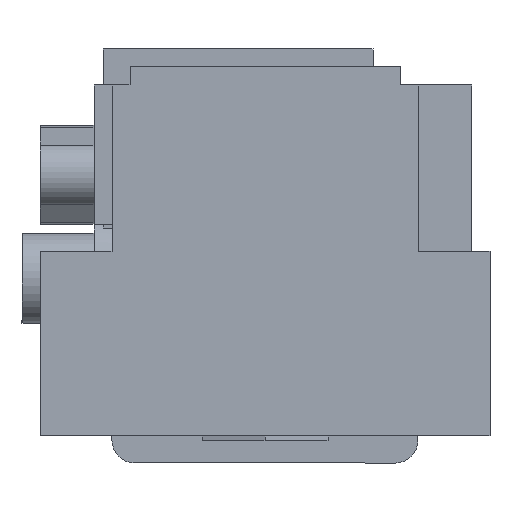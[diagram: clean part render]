
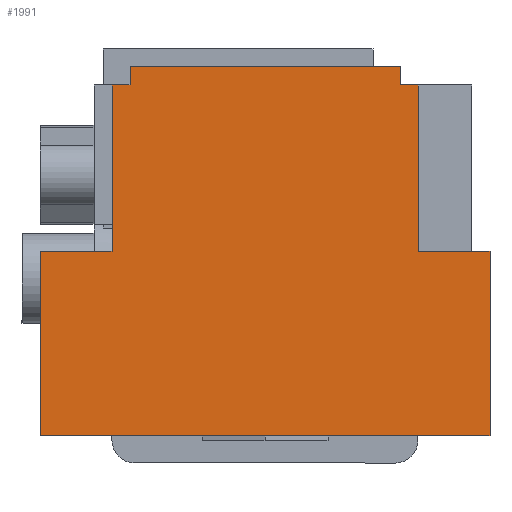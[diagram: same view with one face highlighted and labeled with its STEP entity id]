
A CAD part, front view. The second image highlights one B-rep face of the part: STEP entity #1991.
In plain terms, the highlighted planar face has unit normal (0, -1, 0).
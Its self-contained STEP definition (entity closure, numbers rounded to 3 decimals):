
#24 = VERTEX_POINT ( 'NONE', #1054 ) ;
#109 = EDGE_LOOP ( 'NONE', ( #544, #586, #1208, #662, #2553, #1327, #2048, #1653, #259, #3097, #311, #2746 ) ) ;
#120 = EDGE_CURVE ( 'NONE', #500, #780, #203, .T. ) ;
#144 = VECTOR ( 'NONE', #1677, 1000. ) ;
#148 = VECTOR ( 'NONE', #1880, 1000. ) ;
#164 = CARTESIAN_POINT ( 'NONE',  ( -50., -55., 11. ) ) ;
#178 = DIRECTION ( 'NONE',  ( 1., 0., 0. ) ) ;
#203 = LINE ( 'NONE', #3124, #144 ) ;
#231 = LINE ( 'NONE', #2922, #1191 ) ;
#259 = ORIENTED_EDGE ( 'NONE', *, *, #1413, .F. ) ;
#283 = LINE ( 'NONE', #1244, #1512 ) ;
#290 = EDGE_CURVE ( 'NONE', #780, #24, #1764, .T. ) ;
#311 = ORIENTED_EDGE ( 'NONE', *, *, #1407, .T. ) ;
#325 = VECTOR ( 'NONE', #418, 1000. ) ;
#366 = VECTOR ( 'NONE', #372, 1000. ) ;
#372 = DIRECTION ( 'NONE',  ( -1., 0., 0. ) ) ;
#380 = LINE ( 'NONE', #2537, #3061 ) ;
#385 = CARTESIAN_POINT ( 'NONE',  ( -50., -55., -30. ) ) ;
#386 = VERTEX_POINT ( 'NONE', #1644 ) ;
#418 = DIRECTION ( 'NONE',  ( 1., 0., 0. ) ) ;
#500 = VERTEX_POINT ( 'NONE', #3098 ) ;
#544 = ORIENTED_EDGE ( 'NONE', *, *, #1597, .F. ) ;
#586 = ORIENTED_EDGE ( 'NONE', *, *, #2895, .F. ) ;
#594 = CARTESIAN_POINT ( 'NONE',  ( -30., -55., 48. ) ) ;
#653 = CARTESIAN_POINT ( 'NONE',  ( 34., -55., 11. ) ) ;
#654 = PLANE ( 'NONE',  #2984 ) ;
#662 = ORIENTED_EDGE ( 'NONE', *, *, #290, .T. ) ;
#665 = EDGE_CURVE ( 'NONE', #2030, #2698, #283, .T. ) ;
#676 = VERTEX_POINT ( 'NONE', #2964 ) ;
#731 = DIRECTION ( 'NONE',  ( 0., 0., 1. ) ) ;
#761 = EDGE_CURVE ( 'NONE', #1877, #24, #380, .T. ) ;
#780 = VERTEX_POINT ( 'NONE', #2524 ) ;
#787 = CARTESIAN_POINT ( 'NONE',  ( -34., -55., 117.051 ) ) ;
#864 = VERTEX_POINT ( 'NONE', #653 ) ;
#875 = LINE ( 'NONE', #2813, #366 ) ;
#906 = CARTESIAN_POINT ( 'NONE',  ( -30., -55., 6. ) ) ;
#1006 = LINE ( 'NONE', #787, #3070 ) ;
#1054 = CARTESIAN_POINT ( 'NONE',  ( 30., -55., 52. ) ) ;
#1113 = DIRECTION ( 'NONE',  ( 1., 0., 0. ) ) ;
#1191 = VECTOR ( 'NONE', #731, 1000. ) ;
#1208 = ORIENTED_EDGE ( 'NONE', *, *, #120, .T. ) ;
#1244 = CARTESIAN_POINT ( 'NONE',  ( -50., -55., -30. ) ) ;
#1327 = ORIENTED_EDGE ( 'NONE', *, *, #2552, .F. ) ;
#1348 = LINE ( 'NONE', #164, #1889 ) ;
#1354 = VERTEX_POINT ( 'NONE', #594 ) ;
#1399 = EDGE_CURVE ( 'NONE', #1354, #2448, #875, .T. ) ;
#1407 = EDGE_CURVE ( 'NONE', #2030, #386, #2319, .T. ) ;
#1413 = EDGE_CURVE ( 'NONE', #2698, #1700, #1348, .T. ) ;
#1512 = VECTOR ( 'NONE', #2232, 1000. ) ;
#1578 = VECTOR ( 'NONE', #1113, 1000. ) ;
#1591 = VECTOR ( 'NONE', #2258, 1000. ) ;
#1597 = EDGE_CURVE ( 'NONE', #864, #676, #2116, .T. ) ;
#1644 = CARTESIAN_POINT ( 'NONE',  ( 50., -55., -30. ) ) ;
#1653 = ORIENTED_EDGE ( 'NONE', *, *, #2314, .T. ) ;
#1663 = CARTESIAN_POINT ( 'NONE',  ( -50., -55., -30. ) ) ;
#1677 = DIRECTION ( 'NONE',  ( -1., 0., 0. ) ) ;
#1700 = VERTEX_POINT ( 'NONE', #2019 ) ;
#1764 = LINE ( 'NONE', #2749, #1591 ) ;
#1847 = DIRECTION ( 'NONE',  ( 1., 0., 0. ) ) ;
#1877 = VERTEX_POINT ( 'NONE', #2538 ) ;
#1880 = DIRECTION ( 'NONE',  ( 0., 0., 1. ) ) ;
#1889 = VECTOR ( 'NONE', #178, 1000. ) ;
#1896 = DIRECTION ( 'NONE',  ( 0., -1., 0. ) ) ;
#1946 = CARTESIAN_POINT ( 'NONE',  ( -34., -55., 48. ) ) ;
#1991 = ADVANCED_FACE ( 'NONE', ( #2361 ), #654, .T. ) ;
#2019 = CARTESIAN_POINT ( 'NONE',  ( -34., -55., 11. ) ) ;
#2030 = VERTEX_POINT ( 'NONE', #1663 ) ;
#2048 = ORIENTED_EDGE ( 'NONE', *, *, #1399, .T. ) ;
#2076 = CARTESIAN_POINT ( 'NONE',  ( -50., -55., 11. ) ) ;
#2116 = LINE ( 'NONE', #2613, #325 ) ;
#2127 = LINE ( 'NONE', #906, #148 ) ;
#2140 = CARTESIAN_POINT ( 'NONE',  ( -50., -55., -30. ) ) ;
#2152 = LINE ( 'NONE', #3118, #2502 ) ;
#2232 = DIRECTION ( 'NONE',  ( 0., 0., 1. ) ) ;
#2258 = DIRECTION ( 'NONE',  ( 0., 0., 1. ) ) ;
#2314 = EDGE_CURVE ( 'NONE', #2448, #1700, #1006, .T. ) ;
#2319 = LINE ( 'NONE', #385, #1578 ) ;
#2361 = FACE_OUTER_BOUND ( 'NONE', #109, .T. ) ;
#2448 = VERTEX_POINT ( 'NONE', #1946 ) ;
#2459 = EDGE_CURVE ( 'NONE', #386, #676, #231, .T. ) ;
#2502 = VECTOR ( 'NONE', #3136, 1000. ) ;
#2524 = CARTESIAN_POINT ( 'NONE',  ( 30., -55., 48. ) ) ;
#2537 = CARTESIAN_POINT ( 'NONE',  ( -30., -55., 52. ) ) ;
#2538 = CARTESIAN_POINT ( 'NONE',  ( -30., -55., 52. ) ) ;
#2552 = EDGE_CURVE ( 'NONE', #1354, #1877, #2127, .T. ) ;
#2553 = ORIENTED_EDGE ( 'NONE', *, *, #761, .F. ) ;
#2613 = CARTESIAN_POINT ( 'NONE',  ( -50., -55., 11. ) ) ;
#2698 = VERTEX_POINT ( 'NONE', #2076 ) ;
#2746 = ORIENTED_EDGE ( 'NONE', *, *, #2459, .T. ) ;
#2749 = CARTESIAN_POINT ( 'NONE',  ( 30., -55., 6. ) ) ;
#2813 = CARTESIAN_POINT ( 'NONE',  ( -34., -55., 48. ) ) ;
#2895 = EDGE_CURVE ( 'NONE', #500, #864, #2152, .T. ) ;
#2922 = CARTESIAN_POINT ( 'NONE',  ( 50., -55., -30. ) ) ;
#2964 = CARTESIAN_POINT ( 'NONE',  ( 50., -55., 11. ) ) ;
#2984 = AXIS2_PLACEMENT_3D ( 'NONE', #2140, #1896, #1847 ) ;
#3001 = DIRECTION ( 'NONE',  ( 1., 0., 0. ) ) ;
#3017 = DIRECTION ( 'NONE',  ( 0., 0., -1. ) ) ;
#3061 = VECTOR ( 'NONE', #3001, 1000. ) ;
#3070 = VECTOR ( 'NONE', #3017, 1000. ) ;
#3097 = ORIENTED_EDGE ( 'NONE', *, *, #665, .F. ) ;
#3098 = CARTESIAN_POINT ( 'NONE',  ( 34., -55., 48. ) ) ;
#3118 = CARTESIAN_POINT ( 'NONE',  ( 34., -55., 117.051 ) ) ;
#3124 = CARTESIAN_POINT ( 'NONE',  ( -34., -55., 48. ) ) ;
#3136 = DIRECTION ( 'NONE',  ( 0., 0., -1. ) ) ;
